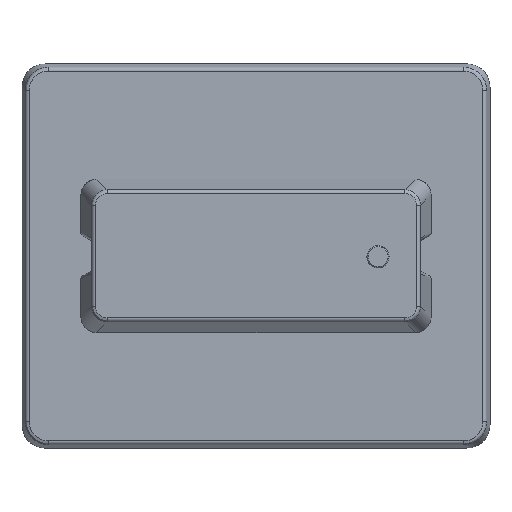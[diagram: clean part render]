
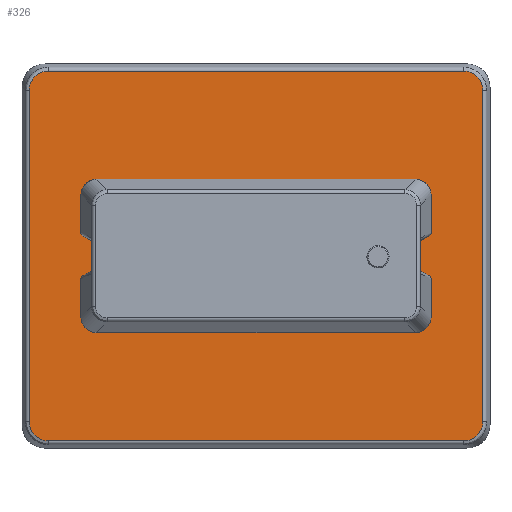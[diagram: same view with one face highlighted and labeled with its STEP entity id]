
A CAD part, top view. The second image highlights one B-rep face of the part: STEP entity #326.
In plain terms, the highlighted planar face has unit normal (0, 0, 1).
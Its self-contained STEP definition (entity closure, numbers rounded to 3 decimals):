
#160=FACE_BOUND('',#728,.T.);
#161=FACE_BOUND('',#729,.T.);
#184=CIRCLE('',#2897,13.);
#185=CIRCLE('',#2898,13.);
#186=CIRCLE('',#2899,13.);
#187=CIRCLE('',#2900,13.);
#326=ADVANCED_FACE('',(#160,#161),#503,.T.);
#503=PLANE('',#2905);
#728=EDGE_LOOP('',(#1049,#1050,#1051,#1052,#1053,#1054,#1055,#1056));
#729=EDGE_LOOP('',(#1057,#1058,#1059,#1060,#1061,#1062,#1063,#1064));
#916=ELLIPSE('',#2901,26.854,25.);
#917=ELLIPSE('',#2902,26.854,25.);
#918=ELLIPSE('',#2903,26.854,25.);
#919=ELLIPSE('',#2904,26.854,25.);
#1049=ORIENTED_EDGE('',*,*,#2121,.T.);
#1050=ORIENTED_EDGE('',*,*,#2122,.T.);
#1051=ORIENTED_EDGE('',*,*,#2123,.T.);
#1052=ORIENTED_EDGE('',*,*,#2124,.T.);
#1053=ORIENTED_EDGE('',*,*,#2125,.T.);
#1054=ORIENTED_EDGE('',*,*,#2126,.T.);
#1055=ORIENTED_EDGE('',*,*,#2127,.T.);
#1056=ORIENTED_EDGE('',*,*,#2128,.T.);
#1057=ORIENTED_EDGE('',*,*,#2129,.T.);
#1058=ORIENTED_EDGE('',*,*,#2130,.T.);
#1059=ORIENTED_EDGE('',*,*,#2131,.T.);
#1060=ORIENTED_EDGE('',*,*,#2132,.T.);
#1061=ORIENTED_EDGE('',*,*,#2133,.T.);
#1062=ORIENTED_EDGE('',*,*,#2134,.T.);
#1063=ORIENTED_EDGE('',*,*,#2135,.T.);
#1064=ORIENTED_EDGE('',*,*,#2136,.T.);
#1873=VERTEX_POINT('',#4321);
#1874=VERTEX_POINT('',#4322);
#1875=VERTEX_POINT('',#4324);
#1876=VERTEX_POINT('',#4326);
#1877=VERTEX_POINT('',#4328);
#1878=VERTEX_POINT('',#4330);
#1879=VERTEX_POINT('',#4332);
#1880=VERTEX_POINT('',#4334);
#1881=VERTEX_POINT('',#4337);
#1882=VERTEX_POINT('',#4338);
#1883=VERTEX_POINT('',#4340);
#1884=VERTEX_POINT('',#4342);
#1885=VERTEX_POINT('',#4344);
#1886=VERTEX_POINT('',#4346);
#1887=VERTEX_POINT('',#4348);
#1888=VERTEX_POINT('',#4350);
#2121=EDGE_CURVE('',#1873,#1874,#2512,.T.);
#2122=EDGE_CURVE('',#1874,#1875,#184,.T.);
#2123=EDGE_CURVE('',#1875,#1876,#2513,.T.);
#2124=EDGE_CURVE('',#1876,#1877,#185,.T.);
#2125=EDGE_CURVE('',#1877,#1878,#2514,.T.);
#2126=EDGE_CURVE('',#1878,#1879,#186,.T.);
#2127=EDGE_CURVE('',#1879,#1880,#2515,.T.);
#2128=EDGE_CURVE('',#1880,#1873,#187,.T.);
#2129=EDGE_CURVE('',#1881,#1882,#2516,.T.);
#2130=EDGE_CURVE('',#1882,#1883,#916,.T.);
#2131=EDGE_CURVE('',#1883,#1884,#2517,.T.);
#2132=EDGE_CURVE('',#1884,#1885,#917,.T.);
#2133=EDGE_CURVE('',#1885,#1886,#2518,.T.);
#2134=EDGE_CURVE('',#1886,#1887,#918,.T.);
#2135=EDGE_CURVE('',#1887,#1888,#2519,.T.);
#2136=EDGE_CURVE('',#1888,#1881,#919,.T.);
#2512=LINE('',#4320,#2716);
#2513=LINE('',#4325,#2717);
#2514=LINE('',#4329,#2718);
#2515=LINE('',#4333,#2719);
#2516=LINE('',#4336,#2720);
#2517=LINE('',#4341,#2721);
#2518=LINE('',#4345,#2722);
#2519=LINE('',#4349,#2723);
#2716=VECTOR('',#3348,1.);
#2717=VECTOR('',#3351,1.);
#2718=VECTOR('',#3354,1.);
#2719=VECTOR('',#3357,1.);
#2720=VECTOR('',#3360,1.);
#2721=VECTOR('',#3363,1.);
#2722=VECTOR('',#3366,1.);
#2723=VECTOR('',#3369,1.);
#2897=AXIS2_PLACEMENT_3D('',#4323,#3349,#3350);
#2898=AXIS2_PLACEMENT_3D('',#4327,#3352,#3353);
#2899=AXIS2_PLACEMENT_3D('',#4331,#3355,#3356);
#2900=AXIS2_PLACEMENT_3D('',#4335,#3358,#3359);
#2901=AXIS2_PLACEMENT_3D('',#4339,#3361,#3362);
#2902=AXIS2_PLACEMENT_3D('',#4343,#3364,#3365);
#2903=AXIS2_PLACEMENT_3D('',#4347,#3367,#3368);
#2904=AXIS2_PLACEMENT_3D('',#4351,#3370,#3371);
#2905=AXIS2_PLACEMENT_3D('',#4352,#3372,#3373);
#3348=DIRECTION('',(0.,-1.,0.));
#3349=DIRECTION('',(0.,0.,-1.));
#3350=DIRECTION('',(1.,0.,0.));
#3351=DIRECTION('',(-1.,0.,0.));
#3352=DIRECTION('',(0.,0.,-1.));
#3353=DIRECTION('',(1.,0.,0.));
#3354=DIRECTION('',(0.,1.,0.));
#3355=DIRECTION('',(0.,0.,-1.));
#3356=DIRECTION('',(1.,0.,0.));
#3357=DIRECTION('',(1.,0.,0.));
#3358=DIRECTION('',(0.,0.,-1.));
#3359=DIRECTION('',(1.,0.,0.));
#3360=DIRECTION('',(1.,0.,0.));
#3361=DIRECTION('',(0.,0.,1.));
#3362=DIRECTION('',(0.707,-0.707,0.));
#3363=DIRECTION('',(0.,1.,0.));
#3364=DIRECTION('',(0.,0.,1.));
#3365=DIRECTION('',(-0.707,-0.707,0.));
#3366=DIRECTION('',(-1.,0.,0.));
#3367=DIRECTION('',(0.,0.,1.));
#3368=DIRECTION('',(0.707,-0.707,0.));
#3369=DIRECTION('',(0.,-1.,0.));
#3370=DIRECTION('',(0.,0.,1.));
#3371=DIRECTION('',(-0.707,-0.707,0.));
#3372=DIRECTION('',(0.,0.,1.));
#3373=DIRECTION('',(1.,0.,0.));
#4320=CARTESIAN_POINT('',(427.925,213.075,20.858));
#4321=CARTESIAN_POINT('',(427.925,267.925,20.858));
#4322=CARTESIAN_POINT('',(427.925,213.075,20.858));
#4323=CARTESIAN_POINT('',(414.925,213.075,20.858));
#4324=CARTESIAN_POINT('',(414.925,200.075,20.858));
#4325=CARTESIAN_POINT('',(170.075,200.075,20.858));
#4326=CARTESIAN_POINT('',(170.075,200.075,20.858));
#4327=CARTESIAN_POINT('',(170.075,213.075,20.858));
#4328=CARTESIAN_POINT('',(157.075,213.075,20.858));
#4329=CARTESIAN_POINT('',(157.075,267.925,20.858));
#4330=CARTESIAN_POINT('',(157.075,267.925,20.858));
#4331=CARTESIAN_POINT('',(170.075,267.925,20.858));
#4332=CARTESIAN_POINT('',(170.075,280.925,20.858));
#4333=CARTESIAN_POINT('',(414.925,280.925,20.858));
#4334=CARTESIAN_POINT('',(414.925,280.925,20.858));
#4335=CARTESIAN_POINT('',(414.925,267.925,20.858));
#4336=CARTESIAN_POINT('',(292.5,9.418,20.858));
#4337=CARTESIAN_POINT('',(33.094,9.418,20.858));
#4338=CARTESIAN_POINT('',(551.906,9.418,20.858));
#4339=CARTESIAN_POINT('',(550.053,35.362,20.858));
#4340=CARTESIAN_POINT('',(575.997,33.509,20.858));
#4341=CARTESIAN_POINT('',(575.997,240.5,20.858));
#4342=CARTESIAN_POINT('',(575.997,447.491,20.858));
#4343=CARTESIAN_POINT('',(550.053,445.638,20.858));
#4344=CARTESIAN_POINT('',(551.906,471.582,20.858));
#4345=CARTESIAN_POINT('',(292.5,471.582,20.858));
#4346=CARTESIAN_POINT('',(33.094,471.582,20.858));
#4347=CARTESIAN_POINT('',(34.947,445.638,20.858));
#4348=CARTESIAN_POINT('',(9.003,447.491,20.858));
#4349=CARTESIAN_POINT('',(9.003,240.5,20.858));
#4350=CARTESIAN_POINT('',(9.003,33.509,20.858));
#4351=CARTESIAN_POINT('',(34.947,35.362,20.858));
#4352=CARTESIAN_POINT('',(292.5,240.5,20.858));
